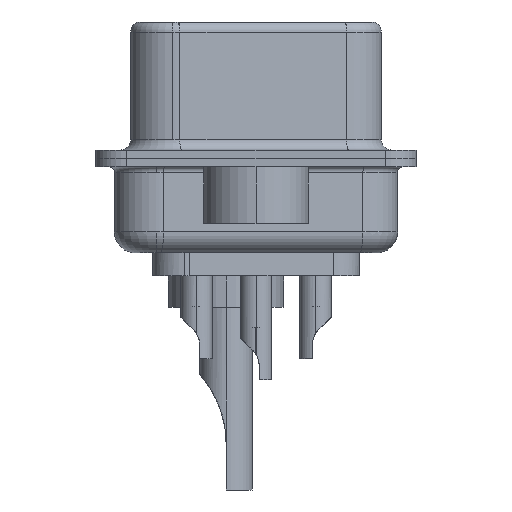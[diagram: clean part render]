
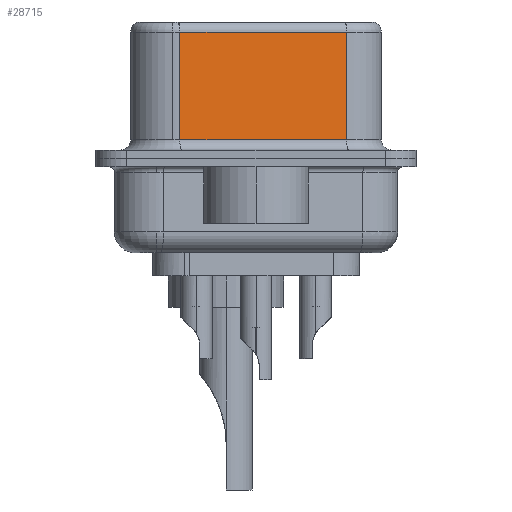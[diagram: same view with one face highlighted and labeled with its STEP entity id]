
A CAD part, left-side view. The second image highlights one B-rep face of the part: STEP entity #28715.
In plain terms, the highlighted planar face has unit normal (-0.985, -0.174, 0).
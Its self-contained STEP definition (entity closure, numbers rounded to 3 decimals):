
#199 = EDGE_CURVE ( 'NONE', #495, #1458, #13940, .T. ) ;
#495 = VERTEX_POINT ( 'NONE', #14315 ) ;
#1458 = VERTEX_POINT ( 'NONE', #1825 ) ;
#1825 = CARTESIAN_POINT ( 'NONE',  ( 5.132, -4.322, 0.9 ) ) ;
#2436 = VECTOR ( 'NONE', #26462, 1000. ) ;
#4695 = EDGE_CURVE ( 'NONE', #20036, #1458, #9162, .T. ) ;
#5592 = DIRECTION ( 'NONE',  ( -0.174, 0.985, 0. ) ) ;
#6731 = EDGE_LOOP ( 'NONE', ( #10671, #26087, #11915, #7943 ) ) ;
#7943 = ORIENTED_EDGE ( 'NONE', *, *, #199, .T. ) ;
#7990 = LINE ( 'NONE', #18580, #13170 ) ;
#8373 = LINE ( 'NONE', #24228, #2436 ) ;
#8684 = CARTESIAN_POINT ( 'NONE',  ( 3.73, 3.628, 6.02 ) ) ;
#9162 = LINE ( 'NONE', #16565, #21077 ) ;
#9635 = DIRECTION ( 'NONE',  ( 0., 0., -1. ) ) ;
#10205 = VERTEX_POINT ( 'NONE', #8684 ) ;
#10671 = ORIENTED_EDGE ( 'NONE', *, *, #4695, .F. ) ;
#11508 = EDGE_CURVE ( 'NONE', #20036, #10205, #8373, .T. ) ;
#11915 = ORIENTED_EDGE ( 'NONE', *, *, #21636, .T. ) ;
#13170 = VECTOR ( 'NONE', #9635, 1000. ) ;
#13308 = CARTESIAN_POINT ( 'NONE',  ( 5.132, -4.322, 0.9 ) ) ;
#13940 = LINE ( 'NONE', #13308, #21334 ) ;
#14315 = CARTESIAN_POINT ( 'NONE',  ( 3.73, 3.628, 0.9 ) ) ;
#15380 = FACE_OUTER_BOUND ( 'NONE', #6731, .T. ) ;
#16565 = CARTESIAN_POINT ( 'NONE',  ( 5.132, -4.322, 6.52 ) ) ;
#18580 = CARTESIAN_POINT ( 'NONE',  ( 3.73, 3.628, 6.52 ) ) ;
#18627 = AXIS2_PLACEMENT_3D ( 'NONE', #23250, #18936, #5592 ) ;
#18936 = DIRECTION ( 'NONE',  ( 0.985, 0.174, 0. ) ) ;
#20036 = VERTEX_POINT ( 'NONE', #26124 ) ;
#21077 = VECTOR ( 'NONE', #26062, 1000. ) ;
#21334 = VECTOR ( 'NONE', #26533, 1000. ) ;
#21636 = EDGE_CURVE ( 'NONE', #10205, #495, #7990, .T. ) ;
#23250 = CARTESIAN_POINT ( 'NONE',  ( 5.132, -4.322, 6.52 ) ) ;
#24228 = CARTESIAN_POINT ( 'NONE',  ( 5.132, -4.322, 6.02 ) ) ;
#26062 = DIRECTION ( 'NONE',  ( 0., 0., -1. ) ) ;
#26087 = ORIENTED_EDGE ( 'NONE', *, *, #11508, .T. ) ;
#26124 = CARTESIAN_POINT ( 'NONE',  ( 5.132, -4.322, 6.02 ) ) ;
#26462 = DIRECTION ( 'NONE',  ( -0.174, 0.985, 0. ) ) ;
#26533 = DIRECTION ( 'NONE',  ( 0.174, -0.985, 0. ) ) ;
#27697 = PLANE ( 'NONE',  #18627 ) ;
#28715 = ADVANCED_FACE ( 'NONE', ( #15380 ), #27697, .F. ) ;
